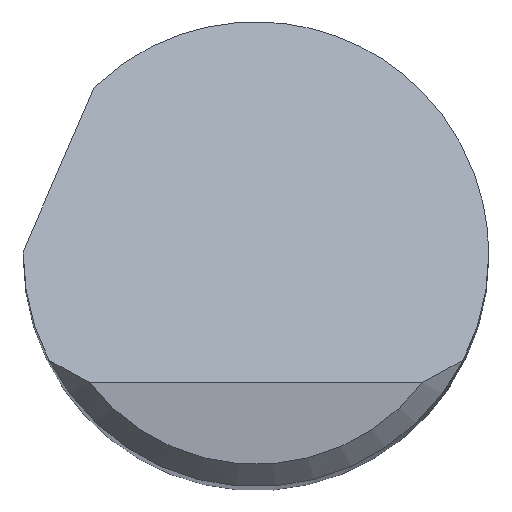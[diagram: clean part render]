
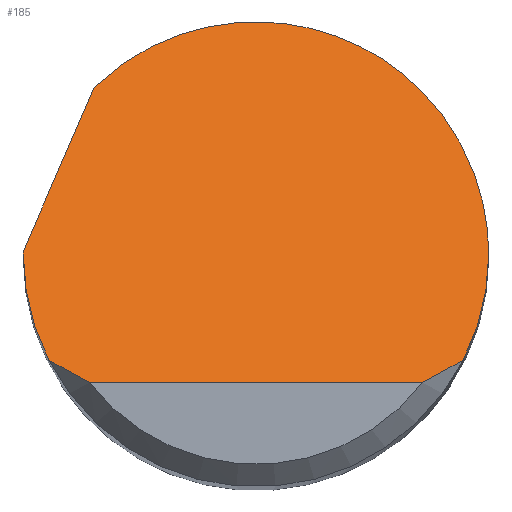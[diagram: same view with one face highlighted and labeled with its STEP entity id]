
A CAD part, top view. The second image highlights one B-rep face of the part: STEP entity #185.
In plain terms, the highlighted planar face has unit normal (0, 0.707, 0.707).
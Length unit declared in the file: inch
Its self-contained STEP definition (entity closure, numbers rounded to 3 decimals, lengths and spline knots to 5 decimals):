
#3 = CARTESIAN_POINT ( 'NONE',  ( -0.10866, 0.11228, 1.80147 ) ) ;
#10 = VERTEX_POINT ( 'NONE', #177 ) ;
#30 = DIRECTION ( 'NONE',  ( 0., -0.707, -0.707 ) ) ;
#34 = CARTESIAN_POINT ( 'NONE',  ( -0.15625, 0.00133, 1.91242 ) ) ;
#35 = VERTEX_POINT ( 'NONE', #104 ) ;
#36 = EDGE_CURVE ( 'NONE', #10, #182, #275, .T. ) ;
#40 = CARTESIAN_POINT ( 'NONE',  ( -0.12131, -0.0816, 1.99535 ) ) ;
#42 = CARTESIAN_POINT ( 'NONE',  ( 0.13906, -0.07125, 1.985 ) ) ;
#81 = CARTESIAN_POINT ( 'NONE',  ( -0.15625, 0., 1.91375 ) ) ;
#91 = CARTESIAN_POINT ( 'NONE',  ( -0.15625, 0., 1.91375 ) ) ;
#104 = CARTESIAN_POINT ( 'NONE',  ( 0.11186, -0.08625, 2. ) ) ;
#111 = CARTESIAN_POINT ( 'NONE',  ( 0.15625, 0., 1.91375 ) ) ;
#129 = ORIENTED_EDGE ( 'NONE', *, *, #376, .F. ) ;
#151 = EDGE_CURVE ( 'NONE', #10, #192, #299, .T. ) ;
#177 = CARTESIAN_POINT ( 'NONE',  ( -0.13906, -0.07125, 1.985 ) ) ;
#180 =( BOUNDED_CURVE ( )  B_SPLINE_CURVE ( 3, ( #3, #306, #696, #111 ),
 .UNSPECIFIED., .F., .T. ) 
 B_SPLINE_CURVE_WITH_KNOTS ( ( 4, 4 ),
 ( 5.51413, 7.85398 ),
 .UNSPECIFIED. ) 
 CURVE ( )  GEOMETRIC_REPRESENTATION_ITEM ( )  RATIONAL_B_SPLINE_CURVE ( ( 1., 0.593, 0.593, 1. ) ) 
 REPRESENTATION_ITEM ( '' )  );
#182 = VERTEX_POINT ( 'NONE', #608 ) ;
#185 = ADVANCED_FACE ( 'NONE', ( #545 ), #555, .F. ) ;
#192 = VERTEX_POINT ( 'NONE', #81 ) ;
#221 = CARTESIAN_POINT ( 'NONE',  ( -0.15625, -0.08625, 2. ) ) ;
#227 = ORIENTED_EDGE ( 'NONE', *, *, #403, .F. ) ;
#230 = EDGE_CURVE ( 'NONE', #192, #397, #596, .T. ) ;
#233 = CARTESIAN_POINT ( 'NONE',  ( 0., -0.08625, 2. ) ) ;
#234 = CARTESIAN_POINT ( 'NONE',  ( 0.15625, 0., 1.91375 ) ) ;
#244 = ORIENTED_EDGE ( 'NONE', *, *, #254, .T. ) ;
#251 = CARTESIAN_POINT ( 'NONE',  ( -0.15041, -0.04909, 1.96284 ) ) ;
#254 = EDGE_CURVE ( 'NONE', #35, #801, #400, .T. ) ;
#275 = B_SPLINE_CURVE_WITH_KNOTS ( 'NONE', 3,
 ( #310, #381, #40, #371 ),
 .UNSPECIFIED., .F., .F.,
 ( 4, 4 ),
 ( 0., 0.00088 ),
 .UNSPECIFIED. ) ;
#298 = LINE ( 'NONE', #233, #754 ) ;
#299 =( BOUNDED_CURVE ( )  B_SPLINE_CURVE ( 3, ( #584, #251, #462, #720 ),
 .UNSPECIFIED., .F., .T. ) 
 B_SPLINE_CURVE_WITH_KNOTS ( ( 4, 4 ),
 ( 4.23889, 4.71239 ),
 .UNSPECIFIED. ) 
 CURVE ( )  GEOMETRIC_REPRESENTATION_ITEM ( )  RATIONAL_B_SPLINE_CURVE ( ( 1., 0.981, 0.981, 1. ) ) 
 REPRESENTATION_ITEM ( '' )  );
#306 = CARTESIAN_POINT ( 'NONE',  ( 0.00746, 0.22466, 1.68909 ) ) ;
#310 = CARTESIAN_POINT ( 'NONE',  ( -0.13906, -0.07125, 1.985 ) ) ;
#346 = CARTESIAN_POINT ( 'NONE',  ( -0.15624, 0.002, 1.91175 ) ) ;
#358 = CARTESIAN_POINT ( 'NONE',  ( 0.12131, -0.0816, 1.99535 ) ) ;
#366 = CARTESIAN_POINT ( 'NONE',  ( 0.15625, -0.02489, 1.93864 ) ) ;
#371 = CARTESIAN_POINT ( 'NONE',  ( -0.11186, -0.08625, 2. ) ) ;
#376 = EDGE_CURVE ( 'NONE', #439, #801, #759, .T. ) ;
#380 = AXIS2_PLACEMENT_3D ( 'NONE', #221, #30, #418 ) ;
#381 = CARTESIAN_POINT ( 'NONE',  ( -0.13035, -0.07657, 1.99032 ) ) ;
#389 = ORIENTED_EDGE ( 'NONE', *, *, #230, .F. ) ;
#397 = VERTEX_POINT ( 'NONE', #765 ) ;
#400 = B_SPLINE_CURVE_WITH_KNOTS ( 'NONE', 3,
 ( #426, #358, #617, #738 ),
 .UNSPECIFIED., .F., .F.,
 ( 4, 4 ),
 ( 0., 0.00088 ),
 .UNSPECIFIED. ) ;
#403 = EDGE_CURVE ( 'NONE', #397, #646, #474, .T. ) ;
#406 = CARTESIAN_POINT ( 'NONE',  ( -0.19107, -0.07874, 1.99249 ) ) ;
#418 = DIRECTION ( 'NONE',  ( 0., 0.707, -0.707 ) ) ;
#423 = ORIENTED_EDGE ( 'NONE', *, *, #730, .F. ) ;
#426 = CARTESIAN_POINT ( 'NONE',  ( 0.11186, -0.08625, 2. ) ) ;
#439 = VERTEX_POINT ( 'NONE', #461 ) ;
#442 = VECTOR ( 'NONE', #529, 39.37008 ) ;
#447 = ORIENTED_EDGE ( 'NONE', *, *, #636, .T. ) ;
#461 = CARTESIAN_POINT ( 'NONE',  ( 0.15625, 0., 1.91375 ) ) ;
#462 = CARTESIAN_POINT ( 'NONE',  ( -0.15625, -0.02489, 1.93864 ) ) ;
#474 = LINE ( 'NONE', #406, #442 ) ;
#500 = DIRECTION ( 'NONE',  ( 1., 0., 0. ) ) ;
#527 = ORIENTED_EDGE ( 'NONE', *, *, #151, .F. ) ;
#529 = DIRECTION ( 'NONE',  ( 0.292, 0.676, -0.676 ) ) ;
#542 = CARTESIAN_POINT ( 'NONE',  ( 0.13906, -0.07125, 1.985 ) ) ;
#545 = FACE_OUTER_BOUND ( 'NONE', #656, .T. ) ;
#552 = CARTESIAN_POINT ( 'NONE',  ( -0.15625, 0.00067, 1.91308 ) ) ;
#555 = PLANE ( 'NONE',  #380 ) ;
#573 = CARTESIAN_POINT ( 'NONE',  ( -0.10866, 0.11228, 1.80147 ) ) ;
#584 = CARTESIAN_POINT ( 'NONE',  ( -0.13906, -0.07125, 1.985 ) ) ;
#596 =( BOUNDED_CURVE ( )  B_SPLINE_CURVE ( 3, ( #91, #552, #34, #346 ),
 .UNSPECIFIED., .F., .T. ) 
 B_SPLINE_CURVE_WITH_KNOTS ( ( 4, 4 ),
 ( 4.71239, 4.72519 ),
 .UNSPECIFIED. ) 
 CURVE ( )  GEOMETRIC_REPRESENTATION_ITEM ( )  RATIONAL_B_SPLINE_CURVE ( ( 1., 1., 1., 1. ) ) 
 REPRESENTATION_ITEM ( '' )  );
#605 = ORIENTED_EDGE ( 'NONE', *, *, #36, .T. ) ;
#608 = CARTESIAN_POINT ( 'NONE',  ( -0.11186, -0.08625, 2. ) ) ;
#617 = CARTESIAN_POINT ( 'NONE',  ( 0.13035, -0.07657, 1.99032 ) ) ;
#625 = CARTESIAN_POINT ( 'NONE',  ( 0.15041, -0.04909, 1.96284 ) ) ;
#636 = EDGE_CURVE ( 'NONE', #182, #35, #298, .T. ) ;
#646 = VERTEX_POINT ( 'NONE', #573 ) ;
#656 = EDGE_LOOP ( 'NONE', ( #447, #244, #129, #423, #227, #389, #527, #605 ) ) ;
#696 = CARTESIAN_POINT ( 'NONE',  ( 0.15625, 0.1616, 1.75215 ) ) ;
#720 = CARTESIAN_POINT ( 'NONE',  ( -0.15625, 0., 1.91375 ) ) ;
#730 = EDGE_CURVE ( 'NONE', #646, #439, #180, .T. ) ;
#738 = CARTESIAN_POINT ( 'NONE',  ( 0.13906, -0.07125, 1.985 ) ) ;
#754 = VECTOR ( 'NONE', #500, 39.37008 ) ;
#759 =( BOUNDED_CURVE ( )  B_SPLINE_CURVE ( 3, ( #234, #366, #625, #42 ),
 .UNSPECIFIED., .F., .T. ) 
 B_SPLINE_CURVE_WITH_KNOTS ( ( 4, 4 ),
 ( 1.5708, 2.04429 ),
 .UNSPECIFIED. ) 
 CURVE ( )  GEOMETRIC_REPRESENTATION_ITEM ( )  RATIONAL_B_SPLINE_CURVE ( ( 1., 0.981, 0.981, 1. ) ) 
 REPRESENTATION_ITEM ( '' )  );
#765 = CARTESIAN_POINT ( 'NONE',  ( -0.15624, 0.002, 1.91175 ) ) ;
#801 = VERTEX_POINT ( 'NONE', #542 ) ;
